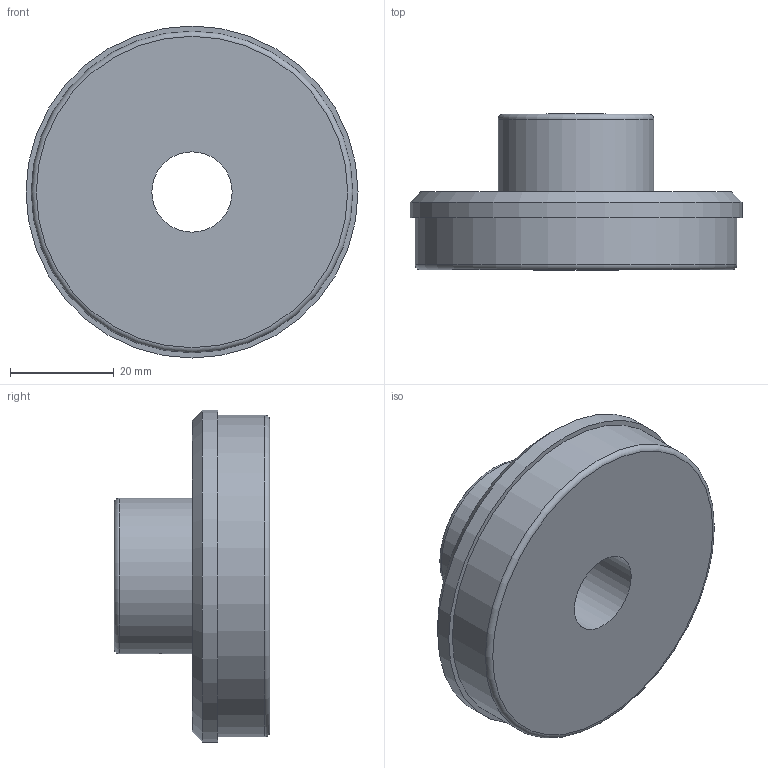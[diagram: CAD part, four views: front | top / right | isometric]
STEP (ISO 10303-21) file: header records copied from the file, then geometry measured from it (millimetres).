
FILE_DESCRIPTION(/* description */ (''),/* implementation_level */ '2;1');
FILE_NAME(/* name */ 'Ring_Abdeckung v2.step',/* time_stamp */ '2018-07-17T20:06:37+02:00',/* author */ ('phil.hergesell'),/* organization */ (''),/* preprocessor_version */ 'ST-DEVELOPER v17',/* originating_system */ 'Autodesk Translation Framework v7.1.0.215',/* authorisation */ '');
FILE_SCHEMA (('AUTOMOTIVE_DESIGN { 1 0 10303 214 3 1 1 }'));
Length unit declared in the file: millimetre
Products named in the file (1): Ring_Abdeckung
Bounding box: 64 x 30 x 64 mm (x, y, z)
Volume: 50729.1 mm3; surface area: 11537.5 mm2
Topology: 1 solids, 1 shells, 13 faces, 32 edges, 22 vertices
Faces by surface type: cylinder 5, plane 4, torus 3, cone 1
Full cylindrical faces by diameter (mm): 2 x1, 15.5 x1, 30 x1, 62 x1, 64 x1
Entity records: 502 total; most frequent: CARTESIAN_POINT 137, DIRECTION 75, ORIENTED_EDGE 64, AXIS2_PLACEMENT_3D 34, EDGE_CURVE 32, VERTEX_POINT 22, CIRCLE 20, EDGE_LOOP 18
